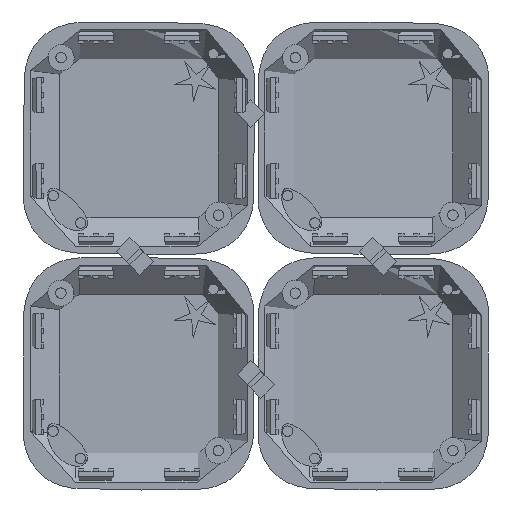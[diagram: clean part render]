
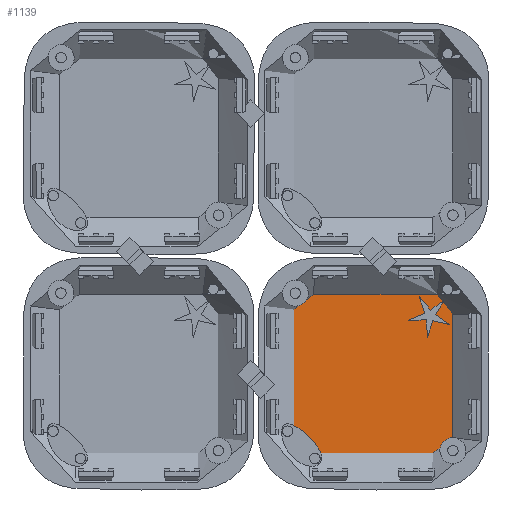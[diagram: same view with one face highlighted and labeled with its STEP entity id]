
A CAD part, top view. The second image highlights one B-rep face of the part: STEP entity #1139.
In plain terms, the highlighted planar face has unit normal (0, 0, 1).
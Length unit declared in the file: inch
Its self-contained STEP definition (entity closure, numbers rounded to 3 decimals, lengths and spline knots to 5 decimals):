
#1139=ADVANCED_FACE('',(#1475),#5046,.T.);
#1475=FACE_OUTER_BOUND('',#1813,.T.);
#1813=EDGE_LOOP('',(#2665,#2666,#2667,#2668,#2669,#2670,#2671,#2672));
#2665=ORIENTED_EDGE('',*,*,#3660,.F.);
#2666=ORIENTED_EDGE('',*,*,#3666,.F.);
#2667=ORIENTED_EDGE('',*,*,#3669,.F.);
#2668=ORIENTED_EDGE('',*,*,#3652,.F.);
#2669=ORIENTED_EDGE('',*,*,#3663,.F.);
#2670=ORIENTED_EDGE('',*,*,#3671,.F.);
#2671=ORIENTED_EDGE('',*,*,#3674,.F.);
#2672=ORIENTED_EDGE('',*,*,#3656,.F.);
#3652=EDGE_CURVE('',#4735,#4734,#4252,.T.);
#3656=EDGE_CURVE('',#4739,#4738,#4256,.T.);
#3660=EDGE_CURVE('',#4742,#4739,#4260,.T.);
#3663=EDGE_CURVE('',#4744,#4735,#4263,.T.);
#3666=EDGE_CURVE('',#4746,#4742,#4266,.T.);
#3669=EDGE_CURVE('',#4734,#4746,#4269,.T.);
#3671=EDGE_CURVE('',#4748,#4744,#4271,.T.);
#3674=EDGE_CURVE('',#4738,#4748,#4274,.T.);
#4252=B_SPLINE_CURVE_WITH_KNOTS('',3,(#14675,#14676,#14677,#14678,#14679,
#14680,#14681,#14682,#14683,#14684,#14685,#14686,#14687,#14688),
 .UNSPECIFIED.,.F.,.F.,(4,2,1,2,1,1,1,2,4),(-2.33956,-2.26645,
-2.22989,-2.19334,-2.17506,-2.15678,
-2.1385,-2.12022,-2.12022),.UNSPECIFIED.);
#4256=B_SPLINE_CURVE_WITH_KNOTS('',3,(#14738,#14739,#14740,#14741,#14742,
#14743,#14744,#14745,#14746,#14747,#14748,#14749,#14750,#14751,#14752),
 .UNSPECIFIED.,.F.,.F.,(4,1,1,1,1,2,1,1,1,2,4),(-4.67912,-4.64256,
-4.606,-4.56945,-4.55117,-4.53289,
-4.51462,-4.49634,-4.47806,-4.45978,
-4.45978),.UNSPECIFIED.);
#4260=B_SPLINE_CURVE_WITH_KNOTS('',3,(#14802,#14803,#14804,#14805,#14806,
#14807,#14808,#14809,#14810,#14811),.UNSPECIFIED.,.F.,.F.,(4,1,2,2,1,4),
(-0.95044,-0.91389,-0.87733,-0.58489,
-0.07311,0.),.UNSPECIFIED.);
#4263=B_SPLINE_CURVE_WITH_KNOTS('',3,(#14867,#14868,#14869,#14870,#14871,
#14872,#14873,#14874,#14875),.UNSPECIFIED.,.F.,.F.,(4,1,2,2,4),(-3.29,
-3.25345,-3.21689,-2.92445,-2.33956),
 .UNSPECIFIED.);
#4266=B_SPLINE_CURVE_WITH_KNOTS('',3,(#14919,#14920,#14921,#14922,#14923,
#14924,#14925,#14926,#14927,#14928,#14929,#14930,#14931,#14932),
 .UNSPECIFIED.,.F.,.F.,(4,2,1,2,1,1,1,2,4),(-1.16978,-1.09667,
-1.06011,-1.02356,-1.00528,-0.987,
-0.96872,-0.95045,-0.95044),.UNSPECIFIED.);
#4269=B_SPLINE_CURVE_WITH_KNOTS('',3,(#14976,#14977,#14978,#14979,#14980,
#14981,#14982,#14983,#14984),.UNSPECIFIED.,.F.,.F.,(4,1,2,2,4),(-2.12022,
-2.08367,-2.04711,-1.75467,-1.16978),
 .UNSPECIFIED.);
#4271=B_SPLINE_CURVE_WITH_KNOTS('',3,(#15022,#15023,#15024,#15025,#15026,
#15027,#15028,#15029,#15030,#15031,#15032,#15033,#15034,#15035),
 .UNSPECIFIED.,.F.,.F.,(4,2,1,2,1,1,1,2,4),(-3.50934,-3.43623,
-3.39967,-3.36311,-3.34484,-3.32656,
-3.30828,-3.29,-3.29),.UNSPECIFIED.);
#4274=B_SPLINE_CURVE_WITH_KNOTS('',3,(#15079,#15080,#15081,#15082,#15083,
#15084,#15085,#15086,#15087),.UNSPECIFIED.,.F.,.F.,(4,1,2,2,4),(-4.45978,
-4.42323,-4.38667,-4.09423,-3.50934),
 .UNSPECIFIED.);
#4734=VERTEX_POINT('',#14641);
#4735=VERTEX_POINT('',#14642);
#4738=VERTEX_POINT('',#14645);
#4739=VERTEX_POINT('',#14646);
#4742=VERTEX_POINT('',#14649);
#4744=VERTEX_POINT('',#14651);
#4746=VERTEX_POINT('',#14653);
#4748=VERTEX_POINT('',#14655);
#5046=PLANE('',#5393);
#5393=AXIS2_PLACEMENT_3D('',#14564,#5589,$);
#5589=DIRECTION('',(0.,0.,1.));
#14564=CARTESIAN_POINT('',(1.9197,0.11042,0.05));
#14641=CARTESIAN_POINT('',(3.14012,1.17991,0.05));
#14642=CARTESIAN_POINT('',(3.02211,1.33191,0.05));
#14645=CARTESIAN_POINT('',(1.9198,0.2634,0.05));
#14646=CARTESIAN_POINT('',(2.03784,0.11142,0.05));
#14649=CARTESIAN_POINT('',(2.98822,0.11149,0.05));
#14651=CARTESIAN_POINT('',(2.07171,1.33181,0.05));
#14653=CARTESIAN_POINT('',(3.14022,0.22951,0.05));
#14655=CARTESIAN_POINT('',(1.91971,1.2138,0.05));
#14675=CARTESIAN_POINT('',(3.02211,1.33191,0.05));
#14676=CARTESIAN_POINT('',(3.04648,1.33193,0.05));
#14677=CARTESIAN_POINT('',(3.07076,1.32416,0.05));
#14678=CARTESIAN_POINT('',(3.10059,1.3029,0.05));
#14679=CARTESIAN_POINT('',(3.1181,1.28569,0.05));
#14680=CARTESIAN_POINT('',(3.12979,1.26387,0.05));
#14681=CARTESIAN_POINT('',(3.13593,1.2465,0.05));
#14682=CARTESIAN_POINT('',(3.13891,1.23476,0.05));
#14683=CARTESIAN_POINT('',(3.14042,1.2166,0.05));
#14684=CARTESIAN_POINT('',(3.1401,1.19822,0.05));
#14685=CARTESIAN_POINT('',(3.1401,1.18599,0.05));
#14686=CARTESIAN_POINT('',(3.14012,1.17992,0.05));
#14687=CARTESIAN_POINT('',(3.14012,1.17991,0.05));
#14688=CARTESIAN_POINT('',(3.14012,1.17991,0.05));
#14738=CARTESIAN_POINT('',(2.03784,0.11142,0.05));
#14739=CARTESIAN_POINT('',(2.02565,0.11204,0.05));
#14740=CARTESIAN_POINT('',(2.00093,0.1162,0.05));
#14741=CARTESIAN_POINT('',(1.96824,0.1316,0.05));
#14742=CARTESIAN_POINT('',(1.9463,0.15311,0.05));
#14743=CARTESIAN_POINT('',(1.93302,0.17407,0.05));
#14744=CARTESIAN_POINT('',(1.92805,0.18535,0.05));
#14745=CARTESIAN_POINT('',(1.92397,0.19686,0.05));
#14746=CARTESIAN_POINT('',(1.92105,0.20855,0.05));
#14747=CARTESIAN_POINT('',(1.9195,0.2267,0.05));
#14748=CARTESIAN_POINT('',(1.91984,0.2451,0.05));
#14749=CARTESIAN_POINT('',(1.91982,0.25733,0.05));
#14750=CARTESIAN_POINT('',(1.9198,0.2634,0.05));
#14751=CARTESIAN_POINT('',(1.9198,0.2634,0.05));
#14752=CARTESIAN_POINT('',(1.9198,0.2634,0.05));
#14802=CARTESIAN_POINT('',(2.98822,0.11149,0.05));
#14803=CARTESIAN_POINT('',(2.97609,0.11145,0.05));
#14804=CARTESIAN_POINT('',(2.95174,0.11137,0.05));
#14805=CARTESIAN_POINT('',(2.92735,0.11144,0.05));
#14806=CARTESIAN_POINT('',(2.8177,0.11138,0.05));
#14807=CARTESIAN_POINT('',(2.7202,0.11148,0.05));
#14808=CARTESIAN_POINT('',(2.45213,0.11113,0.05));
#14809=CARTESIAN_POINT('',(2.25718,0.11235,0.05));
#14810=CARTESIAN_POINT('',(2.06221,0.11011,0.05));
#14811=CARTESIAN_POINT('',(2.03784,0.11142,0.05));
#14867=CARTESIAN_POINT('',(2.07171,1.33181,0.05));
#14868=CARTESIAN_POINT('',(2.08384,1.33186,0.05));
#14869=CARTESIAN_POINT('',(2.10819,1.33193,0.05));
#14870=CARTESIAN_POINT('',(2.13258,1.33187,0.05));
#14871=CARTESIAN_POINT('',(2.24223,1.3319,0.05));
#14872=CARTESIAN_POINT('',(2.33973,1.33189,0.05));
#14873=CARTESIAN_POINT('',(2.63217,1.3319,0.05));
#14874=CARTESIAN_POINT('',(2.82712,1.33188,0.05));
#14875=CARTESIAN_POINT('',(3.02211,1.33191,0.05));
#14919=CARTESIAN_POINT('',(3.14022,0.22951,0.05));
#14920=CARTESIAN_POINT('',(3.14022,0.20514,0.05));
#14921=CARTESIAN_POINT('',(3.13248,0.18086,0.05));
#14922=CARTESIAN_POINT('',(3.11121,0.15103,0.05));
#14923=CARTESIAN_POINT('',(3.094,0.13351,0.05));
#14924=CARTESIAN_POINT('',(3.07218,0.12183,0.05));
#14925=CARTESIAN_POINT('',(3.05481,0.11567,0.05));
#14926=CARTESIAN_POINT('',(3.04307,0.11272,0.05));
#14927=CARTESIAN_POINT('',(3.02491,0.1112,0.05));
#14928=CARTESIAN_POINT('',(3.00653,0.11154,0.05));
#14929=CARTESIAN_POINT('',(2.9943,0.11151,0.05));
#14930=CARTESIAN_POINT('',(2.98823,0.11149,0.05));
#14931=CARTESIAN_POINT('',(2.98822,0.11149,0.05));
#14932=CARTESIAN_POINT('',(2.98822,0.11149,0.05));
#14976=CARTESIAN_POINT('',(3.14012,1.17991,0.05));
#14977=CARTESIAN_POINT('',(3.14017,1.16778,0.05));
#14978=CARTESIAN_POINT('',(3.14024,1.14343,0.05));
#14979=CARTESIAN_POINT('',(3.14018,1.11904,0.05));
#14980=CARTESIAN_POINT('',(3.14022,1.00939,0.05));
#14981=CARTESIAN_POINT('',(3.14019,0.91189,0.05));
#14982=CARTESIAN_POINT('',(3.14021,0.61945,0.05));
#14983=CARTESIAN_POINT('',(3.14018,0.4245,0.05));
#14984=CARTESIAN_POINT('',(3.14022,0.22951,0.05));
#15022=CARTESIAN_POINT('',(1.91971,1.2138,0.05));
#15023=CARTESIAN_POINT('',(1.91971,1.23817,0.05));
#15024=CARTESIAN_POINT('',(1.92744,1.26245,0.05));
#15025=CARTESIAN_POINT('',(1.94872,1.29228,0.05));
#15026=CARTESIAN_POINT('',(1.96593,1.3098,0.05));
#15027=CARTESIAN_POINT('',(1.98775,1.32147,0.05));
#15028=CARTESIAN_POINT('',(2.00512,1.32763,0.05));
#15029=CARTESIAN_POINT('',(2.01686,1.3306,0.05));
#15030=CARTESIAN_POINT('',(2.03502,1.33211,0.05));
#15031=CARTESIAN_POINT('',(2.0534,1.33179,0.05));
#15032=CARTESIAN_POINT('',(2.06563,1.33179,0.05));
#15033=CARTESIAN_POINT('',(2.0717,1.33181,0.05));
#15034=CARTESIAN_POINT('',(2.0717,1.33181,0.05));
#15035=CARTESIAN_POINT('',(2.07171,1.33181,0.05));
#15079=CARTESIAN_POINT('',(1.9198,0.2634,0.05));
#15080=CARTESIAN_POINT('',(1.91976,0.27553,0.05));
#15081=CARTESIAN_POINT('',(1.91969,0.29988,0.05));
#15082=CARTESIAN_POINT('',(1.91975,0.32427,0.05));
#15083=CARTESIAN_POINT('',(1.91971,0.43392,0.05));
#15084=CARTESIAN_POINT('',(1.91973,0.53142,0.05));
#15085=CARTESIAN_POINT('',(1.91972,0.82386,0.05));
#15086=CARTESIAN_POINT('',(1.91975,1.01881,0.05));
#15087=CARTESIAN_POINT('',(1.91971,1.2138,0.05));
